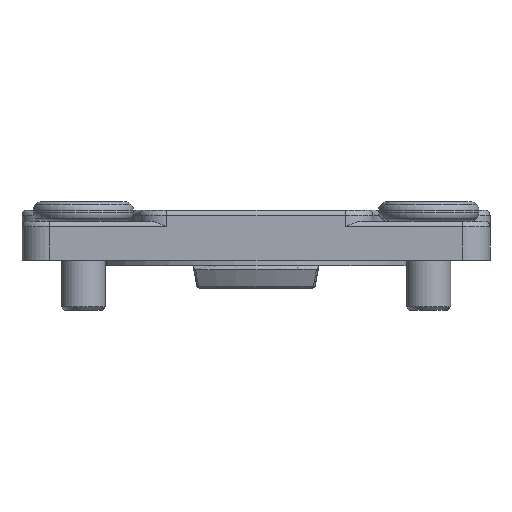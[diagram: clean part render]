
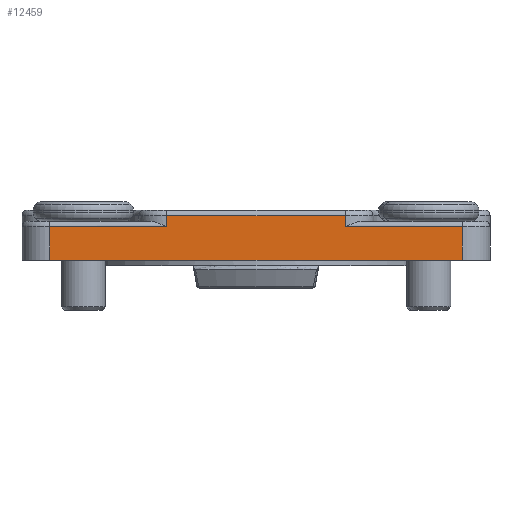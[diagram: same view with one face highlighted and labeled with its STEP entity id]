
A CAD part, left-side view. The second image highlights one B-rep face of the part: STEP entity #12459.
In plain terms, the highlighted planar face has unit normal (-1, 0, 0).
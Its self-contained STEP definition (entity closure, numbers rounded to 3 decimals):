
#1605=DIRECTION('',(0.,-1.,0.));
#1606=VECTOR('',#1605,74.);
#1607=CARTESIAN_POINT('',(-107.5,37.,-2.));
#1608=LINE('',#1607,#1606);
#1716=DIRECTION('',(0.,0.,-1.));
#1717=VECTOR('',#1716,6.);
#1718=CARTESIAN_POINT('',(-107.5,37.,4.));
#1719=LINE('',#1718,#1717);
#1730=DIRECTION('',(0.,0.,-1.));
#1731=VECTOR('',#1730,2.);
#1732=CARTESIAN_POINT('',(-107.5,16.,6.));
#1733=LINE('',#1732,#1731);
#1757=DIRECTION('',(0.,1.,0.));
#1758=VECTOR('',#1757,21.);
#1759=CARTESIAN_POINT('',(-107.5,16.,4.));
#1760=LINE('',#1759,#1758);
#3205=DIRECTION('',(0.,1.,0.));
#3206=VECTOR('',#3205,32.);
#3207=CARTESIAN_POINT('',(-107.5,-16.,6.));
#3208=LINE('',#3207,#3206);
#3256=DIRECTION('',(0.,0.,1.));
#3257=VECTOR('',#3256,2.);
#3258=CARTESIAN_POINT('',(-107.5,-16.,4.));
#3259=LINE('',#3258,#3257);
#3312=DIRECTION('',(0.,0.,1.));
#3313=VECTOR('',#3312,6.);
#3314=CARTESIAN_POINT('',(-107.5,-37.,-2.));
#3315=LINE('',#3314,#3313);
#3432=DIRECTION('',(0.,1.,0.));
#3433=VECTOR('',#3432,21.);
#3434=CARTESIAN_POINT('',(-107.5,-37.,4.));
#3435=LINE('',#3434,#3433);
#10042=CARTESIAN_POINT('',(-107.5,37.,-2.));
#10043=VERTEX_POINT('',#10042);
#10044=CARTESIAN_POINT('',(-107.5,-37.,-2.));
#10045=VERTEX_POINT('',#10044);
#10070=CARTESIAN_POINT('',(-107.5,37.,4.));
#10071=VERTEX_POINT('',#10070);
#10072=CARTESIAN_POINT('',(-107.5,16.,6.));
#10073=CARTESIAN_POINT('',(-107.5,16.,4.));
#10074=VERTEX_POINT('',#10072);
#10075=VERTEX_POINT('',#10073);
#10076=CARTESIAN_POINT('',(-107.5,-16.,6.));
#10077=VERTEX_POINT('',#10076);
#10078=CARTESIAN_POINT('',(-107.5,-16.,4.));
#10079=VERTEX_POINT('',#10078);
#10080=CARTESIAN_POINT('',(-107.5,-37.,4.));
#10081=VERTEX_POINT('',#10080);
#12438=CARTESIAN_POINT('',(-107.5,-42.,5.));
#12439=DIRECTION('',(-1.,0.,0.));
#12440=DIRECTION('',(0.,-1.,0.));
#12441=AXIS2_PLACEMENT_3D('',#12438,#12439,#12440);
#12442=PLANE('',#12441);
#12444=ORIENTED_EDGE('',*,*,#12443,.F.);
#12446=ORIENTED_EDGE('',*,*,#12445,.F.);
#12448=ORIENTED_EDGE('',*,*,#12447,.F.);
#12450=ORIENTED_EDGE('',*,*,#12449,.F.);
#12452=ORIENTED_EDGE('',*,*,#12451,.F.);
#12453=ORIENTED_EDGE('',*,*,#12361,.F.);
#12454=ORIENTED_EDGE('',*,*,#12429,.F.);
#12456=ORIENTED_EDGE('',*,*,#12455,.F.);
#12457=EDGE_LOOP('',(#12444,#12446,#12448,#12450,#12452,#12453,#12454,#12456));
#12458=FACE_OUTER_BOUND('',#12457,.F.);
#12361=EDGE_CURVE('',#10043,#10045,#1608,.T.);
#12429=EDGE_CURVE('',#10071,#10043,#1719,.T.);
#12443=EDGE_CURVE('',#10074,#10075,#1733,.T.);
#12445=EDGE_CURVE('',#10077,#10074,#3208,.T.);
#12447=EDGE_CURVE('',#10079,#10077,#3259,.T.);
#12449=EDGE_CURVE('',#10081,#10079,#3435,.T.);
#12451=EDGE_CURVE('',#10045,#10081,#3315,.T.);
#12455=EDGE_CURVE('',#10075,#10071,#1760,.T.);
#12459=ADVANCED_FACE('',(#12458),#12442,.T.);
